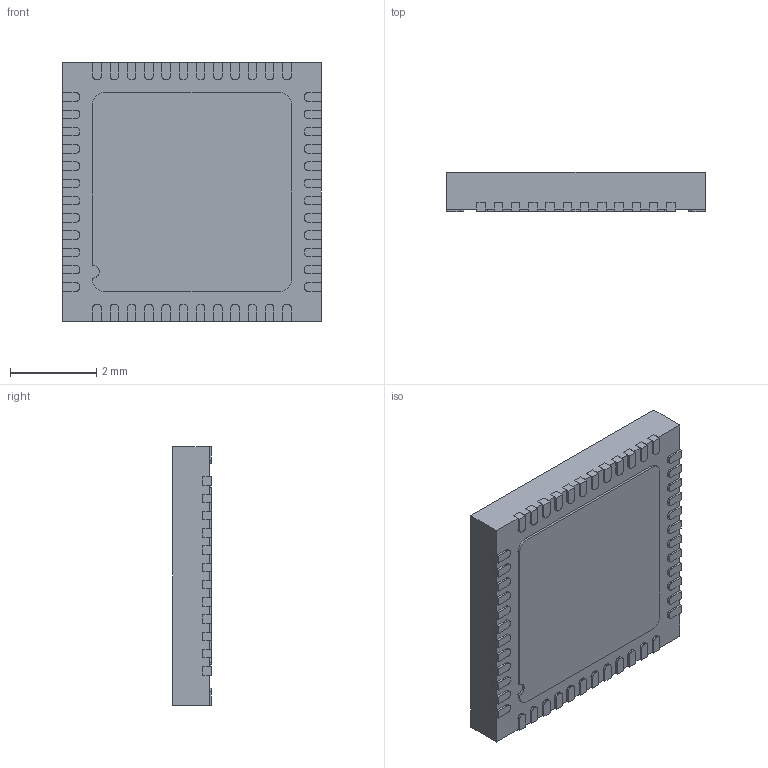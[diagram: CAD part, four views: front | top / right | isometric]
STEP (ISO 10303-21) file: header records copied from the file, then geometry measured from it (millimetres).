
FILE_DESCRIPTION (( 'STEP AP214' ), '1' );
FILE_NAME ('NRF52832-QFAA-R.STEP', '2020-02-04T05:37:02', ( '' ), ( '' ), 'SwSTEP 2.0', 'SolidWorks 2017', '' );
FILE_SCHEMA (( 'AUTOMOTIVE_DESIGN' ));
Length unit declared in the file: millimetre
Products named in the file (1): NRF52832-QFAA-R
Bounding box: 6 x 0.9 x 6 mm (x, y, z)
Volume: 31.8 mm3; surface area: 164.7 mm2
Topology: 51 solids, 51 shells, 708 faces, 1812 edges, 1208 vertices
Faces by surface type: plane 502, cylinder 206
Entity records: 21872 total; most frequent: CARTESIAN_POINT 3729, DIRECTION 3642, ORIENTED_EDGE 3624, EDGE_CURVE 1812, VECTOR 1400, LINE 1400, VERTEX_POINT 1208, AXIS2_PLACEMENT_3D 1121
